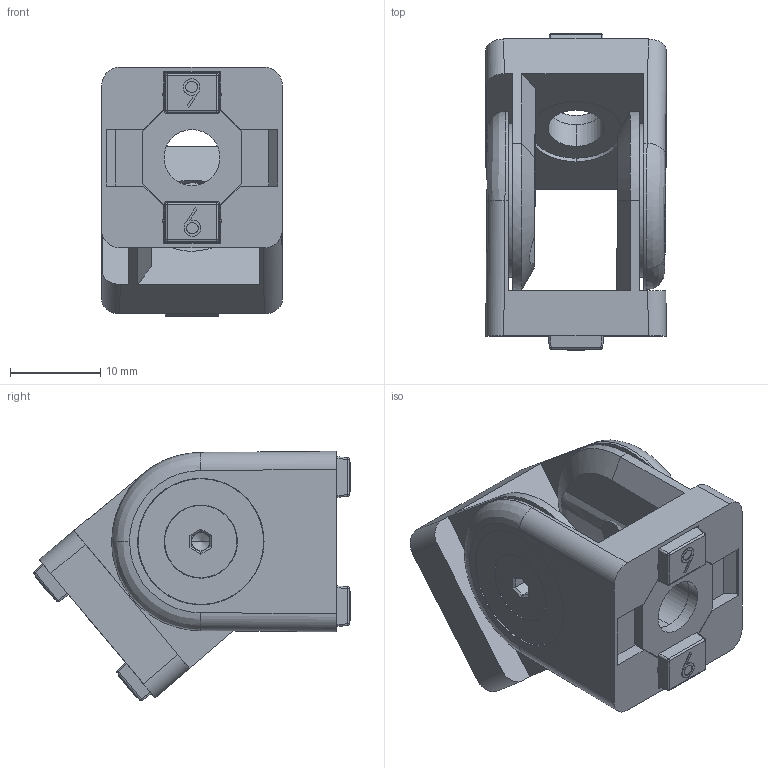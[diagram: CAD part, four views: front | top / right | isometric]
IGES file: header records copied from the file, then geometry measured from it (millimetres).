
Global section: file name: 322020; native system: Autodesk Inventor 2016; preprocessor: unknown; author: TraceParts; organization: TraceParts S.A.; date: 20180811.132242; units: millimetre
Bounding box: 20 x 35.05 x 27.62 mm (x, y, z)
Volume: 6732.9 mm3; surface area: 7792 mm2
Topology: 10 solids, 10 shells, 506 faces, 1210 edges, 742 vertices
Faces by surface type: bspline 506
